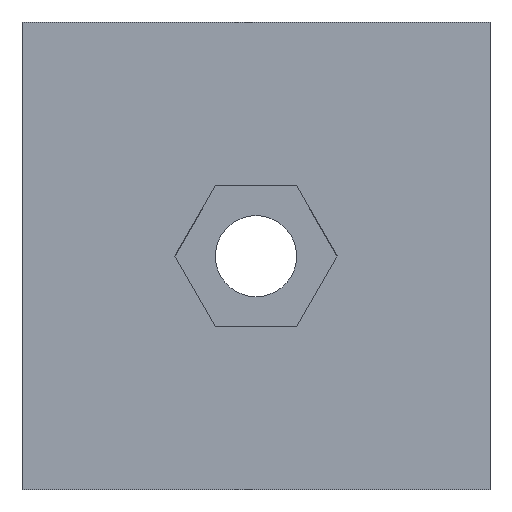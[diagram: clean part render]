
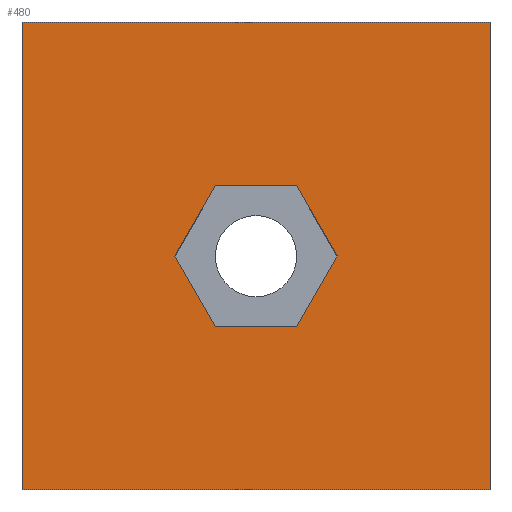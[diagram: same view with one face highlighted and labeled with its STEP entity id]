
A CAD part, top view. The second image highlights one B-rep face of the part: STEP entity #480.
In plain terms, the highlighted planar face has unit normal (0, 0, 1).
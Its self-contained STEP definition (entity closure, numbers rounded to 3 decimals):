
#357=CARTESIAN_POINT('Vertex',(-19.05,19.05,6.35)) ;
#362=CARTESIAN_POINT('Line Origine',(0.,19.05,6.35)) ;
#366=CARTESIAN_POINT('Vertex',(19.05,19.05,6.35)) ;
#400=CARTESIAN_POINT('Axis2P3D Location',(0.,0.,6.35)) ;
#405=CARTESIAN_POINT('Line Origine',(-19.05,0.,6.35)) ;
#409=CARTESIAN_POINT('Vertex',(-19.05,-19.05,6.35)) ;
#412=CARTESIAN_POINT('Line Origine',(0.,-19.05,6.35)) ;
#416=CARTESIAN_POINT('Vertex',(19.05,-19.05,6.35)) ;
#419=CARTESIAN_POINT('Line Origine',(19.05,0.,6.35)) ;
#430=CARTESIAN_POINT('Line Origine',(4.949,-2.858,6.35)) ;
#434=CARTESIAN_POINT('Vertex',(3.3,-5.715,6.35)) ;
#436=CARTESIAN_POINT('Vertex',(6.599,0.,6.35)) ;
#439=CARTESIAN_POINT('Line Origine',(0.,-5.715,6.35)) ;
#443=CARTESIAN_POINT('Vertex',(-3.3,-5.715,6.35)) ;
#446=CARTESIAN_POINT('Line Origine',(-4.949,-2.858,6.35)) ;
#450=CARTESIAN_POINT('Vertex',(-6.599,0.,6.35)) ;
#453=CARTESIAN_POINT('Line Origine',(-4.949,2.858,6.35)) ;
#457=CARTESIAN_POINT('Vertex',(-3.3,5.715,6.35)) ;
#460=CARTESIAN_POINT('Line Origine',(0.,5.715,6.35)) ;
#464=CARTESIAN_POINT('Vertex',(3.3,5.715,6.35)) ;
#467=CARTESIAN_POINT('Line Origine',(4.949,2.858,6.35)) ;
#364=VECTOR('Line Direction',#363,1.) ;
#407=VECTOR('Line Direction',#406,1.) ;
#414=VECTOR('Line Direction',#413,1.) ;
#421=VECTOR('Line Direction',#420,1.) ;
#432=VECTOR('Line Direction',#431,1.) ;
#441=VECTOR('Line Direction',#440,1.) ;
#448=VECTOR('Line Direction',#447,1.) ;
#455=VECTOR('Line Direction',#454,1.) ;
#462=VECTOR('Line Direction',#461,1.) ;
#469=VECTOR('Line Direction',#468,1.) ;
#363=DIRECTION('Vector Direction',(1.,0.,0.)) ;
#401=DIRECTION('Axis2P3D Direction',(0.,0.,1.)) ;
#402=DIRECTION('Axis2P3D XDirection',(1.,0.,0.)) ;
#406=DIRECTION('Vector Direction',(0.,1.,0.)) ;
#413=DIRECTION('Vector Direction',(-1.,0.,0.)) ;
#420=DIRECTION('Vector Direction',(0.,-1.,0.)) ;
#431=DIRECTION('Vector Direction',(0.5,0.866,0.)) ;
#440=DIRECTION('Vector Direction',(1.,0.,0.)) ;
#447=DIRECTION('Vector Direction',(0.5,-0.866,0.)) ;
#454=DIRECTION('Vector Direction',(-0.5,-0.866,0.)) ;
#461=DIRECTION('Vector Direction',(-1.,0.,0.)) ;
#468=DIRECTION('Vector Direction',(-0.5,0.866,0.)) ;
#403=AXIS2_PLACEMENT_3D('Plane Axis2P3D',#400,#401,#402) ;
#365=LINE('Line',#362,#364) ;
#408=LINE('Line',#405,#407) ;
#415=LINE('Line',#412,#414) ;
#422=LINE('Line',#419,#421) ;
#433=LINE('Line',#430,#432) ;
#442=LINE('Line',#439,#441) ;
#449=LINE('Line',#446,#448) ;
#456=LINE('Line',#453,#455) ;
#463=LINE('Line',#460,#462) ;
#470=LINE('Line',#467,#469) ;
#404=PLANE('',#403) ;
#479=FACE_BOUND('',#472,.T.) ;
#368=EDGE_CURVE('',#367,#358,#365,.F.) ;
#411=EDGE_CURVE('',#358,#410,#408,.F.) ;
#418=EDGE_CURVE('',#410,#417,#415,.F.) ;
#423=EDGE_CURVE('',#417,#367,#422,.F.) ;
#438=EDGE_CURVE('',#435,#437,#433,.T.) ;
#445=EDGE_CURVE('',#444,#435,#442,.T.) ;
#452=EDGE_CURVE('',#451,#444,#449,.T.) ;
#459=EDGE_CURVE('',#458,#451,#456,.T.) ;
#466=EDGE_CURVE('',#465,#458,#463,.T.) ;
#471=EDGE_CURVE('',#437,#465,#470,.T.) ;
#425=ORIENTED_EDGE('',*,*,#368,.T.) ;
#426=ORIENTED_EDGE('',*,*,#411,.T.) ;
#427=ORIENTED_EDGE('',*,*,#418,.T.) ;
#428=ORIENTED_EDGE('',*,*,#423,.T.) ;
#473=ORIENTED_EDGE('',*,*,#438,.F.) ;
#474=ORIENTED_EDGE('',*,*,#445,.F.) ;
#475=ORIENTED_EDGE('',*,*,#452,.F.) ;
#476=ORIENTED_EDGE('',*,*,#459,.F.) ;
#477=ORIENTED_EDGE('',*,*,#466,.F.) ;
#478=ORIENTED_EDGE('',*,*,#471,.F.) ;
#424=EDGE_LOOP('',(#425,#426,#427,#428)) ;
#472=EDGE_LOOP('',(#473,#474,#475,#476,#477,#478)) ;
#358=VERTEX_POINT('',#357) ;
#367=VERTEX_POINT('',#366) ;
#410=VERTEX_POINT('',#409) ;
#417=VERTEX_POINT('',#416) ;
#435=VERTEX_POINT('',#434) ;
#437=VERTEX_POINT('',#436) ;
#444=VERTEX_POINT('',#443) ;
#451=VERTEX_POINT('',#450) ;
#458=VERTEX_POINT('',#457) ;
#465=VERTEX_POINT('',#464) ;
#480=ADVANCED_FACE('PartBody',(#429,#479),#404,.T.) ;
#429=FACE_OUTER_BOUND('',#424,.T.) ;
